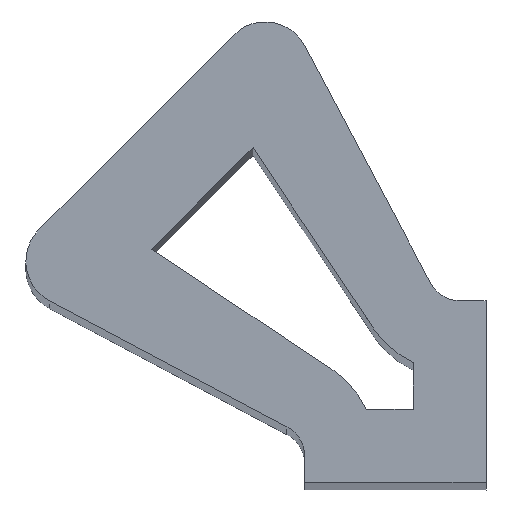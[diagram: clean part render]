
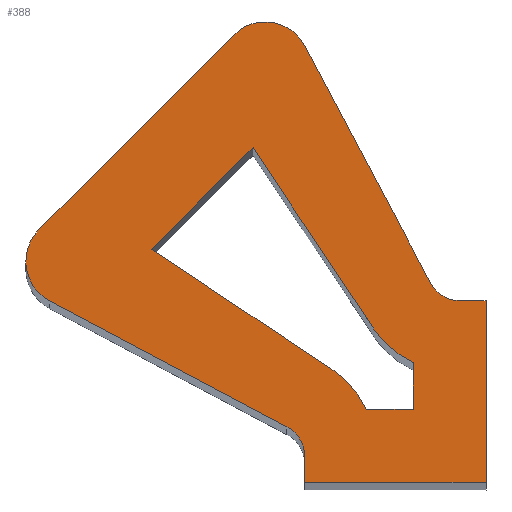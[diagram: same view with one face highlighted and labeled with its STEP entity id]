
A CAD part, top view. The second image highlights one B-rep face of the part: STEP entity #388.
In plain terms, the highlighted planar face has unit normal (0, 0, 1).
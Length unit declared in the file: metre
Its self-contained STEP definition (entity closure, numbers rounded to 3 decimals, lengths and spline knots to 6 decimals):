
#13=CIRCLE('',#407,0.00064);
#15=CIRCLE('',#411,0.00086);
#17=CIRCLE('',#415,0.00086);
#19=CIRCLE('',#419,0.00064);
#21=CIRCLE('',#424,0.00204);
#23=CIRCLE('',#429,0.00204);
#102=ORIENTED_EDGE('',*,*,#171,.T.);
#103=ORIENTED_EDGE('',*,*,#189,.F.);
#104=ORIENTED_EDGE('',*,*,#186,.F.);
#105=ORIENTED_EDGE('',*,*,#183,.F.);
#106=ORIENTED_EDGE('',*,*,#180,.F.);
#107=ORIENTED_EDGE('',*,*,#177,.F.);
#108=ORIENTED_EDGE('',*,*,#174,.F.);
#109=ORIENTED_EDGE('',*,*,#140,.T.);
#110=ORIENTED_EDGE('',*,*,#191,.T.);
#111=ORIENTED_EDGE('',*,*,#167,.T.);
#112=ORIENTED_EDGE('',*,*,#164,.T.);
#113=ORIENTED_EDGE('',*,*,#161,.T.);
#114=ORIENTED_EDGE('',*,*,#158,.F.);
#115=ORIENTED_EDGE('',*,*,#155,.T.);
#116=ORIENTED_EDGE('',*,*,#152,.F.);
#117=ORIENTED_EDGE('',*,*,#149,.T.);
#118=ORIENTED_EDGE('',*,*,#146,.T.);
#119=ORIENTED_EDGE('',*,*,#143,.F.);
#140=EDGE_CURVE('',#195,#194,#230,.T.);
#143=EDGE_CURVE('',#195,#197,#233,.T.);
#146=EDGE_CURVE('',#199,#197,#13,.T.);
#149=EDGE_CURVE('',#201,#199,#237,.T.);
#152=EDGE_CURVE('',#201,#203,#15,.T.);
#155=EDGE_CURVE('',#205,#203,#241,.T.);
#158=EDGE_CURVE('',#205,#207,#17,.T.);
#161=EDGE_CURVE('',#209,#207,#245,.T.);
#164=EDGE_CURVE('',#211,#209,#19,.T.);
#167=EDGE_CURVE('',#213,#211,#249,.T.);
#171=EDGE_CURVE('',#217,#216,#253,.T.);
#174=EDGE_CURVE('',#217,#219,#21,.T.);
#177=EDGE_CURVE('',#219,#221,#257,.T.);
#180=EDGE_CURVE('',#221,#223,#260,.T.);
#183=EDGE_CURVE('',#223,#225,#23,.T.);
#186=EDGE_CURVE('',#225,#227,#264,.T.);
#189=EDGE_CURVE('',#227,#216,#267,.T.);
#191=EDGE_CURVE('',#194,#213,#269,.T.);
#194=VERTEX_POINT('',#549);
#195=VERTEX_POINT('',#551);
#197=VERTEX_POINT('',#557);
#199=VERTEX_POINT('',#563);
#201=VERTEX_POINT('',#569);
#203=VERTEX_POINT('',#575);
#205=VERTEX_POINT('',#581);
#207=VERTEX_POINT('',#587);
#209=VERTEX_POINT('',#593);
#211=VERTEX_POINT('',#599);
#213=VERTEX_POINT('',#605);
#216=VERTEX_POINT('',#612);
#217=VERTEX_POINT('',#614);
#219=VERTEX_POINT('',#620);
#221=VERTEX_POINT('',#626);
#223=VERTEX_POINT('',#632);
#225=VERTEX_POINT('',#638);
#227=VERTEX_POINT('',#644);
#230=LINE('',#550,#272);
#233=LINE('',#556,#275);
#237=LINE('',#568,#279);
#241=LINE('',#580,#283);
#245=LINE('',#592,#287);
#249=LINE('',#604,#291);
#253=LINE('',#613,#295);
#257=LINE('',#625,#299);
#260=LINE('',#631,#302);
#264=LINE('',#643,#306);
#267=LINE('',#648,#309);
#269=LINE('',#651,#311);
#272=VECTOR('',#441,1.);
#275=VECTOR('',#446,1.);
#279=VECTOR('',#458,1.);
#283=VECTOR('',#470,1.);
#287=VECTOR('',#482,1.);
#291=VECTOR('',#494,1.);
#295=VECTOR('',#500,1.);
#299=VECTOR('',#512,1.);
#302=VECTOR('',#517,1.);
#306=VECTOR('',#529,1.);
#309=VECTOR('',#534,1.);
#311=VECTOR('',#538,1.);
#330=EDGE_LOOP('',(#102,#103,#104,#105,#106,#107,#108));
#331=EDGE_LOOP('',(#109,#110,#111,#112,#113,#114,#115,#116,#117,#118,#119));
#352=FACE_BOUND('',#330,.T.);
#353=FACE_BOUND('',#331,.T.);
#368=PLANE('',#433);
#388=ADVANCED_FACE('',(#352,#353),#368,.F.);
#407=AXIS2_PLACEMENT_3D('',#562,#452,#453);
#411=AXIS2_PLACEMENT_3D('',#574,#464,#465);
#415=AXIS2_PLACEMENT_3D('',#586,#476,#477);
#419=AXIS2_PLACEMENT_3D('',#598,#488,#489);
#424=AXIS2_PLACEMENT_3D('',#619,#506,#507);
#429=AXIS2_PLACEMENT_3D('',#637,#523,#524);
#433=AXIS2_PLACEMENT_3D('',#652,#539,#540);
#441=DIRECTION('',(1.,0.,0.));
#446=DIRECTION('',(0.,1.,0.));
#452=DIRECTION('',(0.,0.,-1.));
#453=DIRECTION('',(1.,0.,0.));
#458=DIRECTION('',(0.883,-0.469,0.));
#464=DIRECTION('',(0.,0.,-1.));
#465=DIRECTION('',(1.,0.,0.));
#470=DIRECTION('',(-0.707,-0.707,0.));
#476=DIRECTION('',(0.,0.,-1.));
#477=DIRECTION('',(1.,0.,0.));
#482=DIRECTION('',(-0.469,0.883,0.));
#488=DIRECTION('',(0.,0.,-1.));
#489=DIRECTION('',(1.,0.,0.));
#494=DIRECTION('',(-1.,0.,0.));
#500=DIRECTION('',(-0.831,0.557,0.));
#506=DIRECTION('',(0.,0.,-1.));
#507=DIRECTION('',(1.,0.,0.));
#512=DIRECTION('',(1.,0.,0.));
#517=DIRECTION('',(0.,1.,0.));
#523=DIRECTION('',(0.,0.,-1.));
#524=DIRECTION('',(1.,0.,0.));
#529=DIRECTION('',(-0.557,0.831,0.));
#534=DIRECTION('',(-0.707,-0.707,0.));
#538=DIRECTION('',(0.,1.,0.));
#539=DIRECTION('',(0.,0.,-1.));
#540=DIRECTION('',(1.,0.,0.));
#549=CARTESIAN_POINT('',(0.,0.,0.10085));
#550=CARTESIAN_POINT('',(-0.001745,0.,0.10085));
#551=CARTESIAN_POINT('',(-0.00349,0.,0.10085));
#556=CARTESIAN_POINT('',(-0.00349,0.00025,0.10085));
#557=CARTESIAN_POINT('',(-0.00349,0.0005,0.10085));
#562=CARTESIAN_POINT('',(-0.00413,0.0005,0.10085));
#563=CARTESIAN_POINT('',(-0.00383,0.001065,0.10085));
#568=CARTESIAN_POINT('',(-0.006113,0.002277,0.10085));
#569=CARTESIAN_POINT('',(-0.008397,0.00349,0.10085));
#574=CARTESIAN_POINT('',(-0.007993,0.004249,0.10085));
#575=CARTESIAN_POINT('',(-0.008602,0.004857,0.10085));
#580=CARTESIAN_POINT('',(-0.006729,0.006729,0.10085));
#581=CARTESIAN_POINT('',(-0.004857,0.008602,0.10085));
#586=CARTESIAN_POINT('',(-0.004249,0.007993,0.10085));
#587=CARTESIAN_POINT('',(-0.00349,0.008397,0.10085));
#592=CARTESIAN_POINT('',(-0.002277,0.006113,0.10085));
#593=CARTESIAN_POINT('',(-0.001065,0.00383,0.10085));
#598=CARTESIAN_POINT('',(-0.0005,0.00413,0.10085));
#599=CARTESIAN_POINT('',(-0.0005,0.00349,0.10085));
#604=CARTESIAN_POINT('',(-0.00025,0.00349,0.10085));
#605=CARTESIAN_POINT('',(0.,0.00349,0.10085));
#612=CARTESIAN_POINT('',(-0.00643,0.004483,0.10085));
#613=CARTESIAN_POINT('',(-0.004802,0.003393,0.10085));
#614=CARTESIAN_POINT('',(-0.003173,0.002302,0.10085));
#619=CARTESIAN_POINT('',(-0.00413,0.0005,0.10085));
#620=CARTESIAN_POINT('',(-0.002299,0.0014,0.10085));
#625=CARTESIAN_POINT('',(-0.001849,0.0014,0.10085));
#626=CARTESIAN_POINT('',(-0.0014,0.0014,0.10085));
#631=CARTESIAN_POINT('',(-0.0014,0.001849,0.10085));
#632=CARTESIAN_POINT('',(-0.0014,0.002299,0.10085));
#637=CARTESIAN_POINT('',(-0.0005,0.00413,0.10085));
#638=CARTESIAN_POINT('',(-0.002302,0.003173,0.10085));
#643=CARTESIAN_POINT('',(-0.003393,0.004802,0.10085));
#644=CARTESIAN_POINT('',(-0.004483,0.00643,0.10085));
#648=CARTESIAN_POINT('',(-0.005457,0.005457,0.10085));
#651=CARTESIAN_POINT('',(0.,0.001745,0.10085));
#652=CARTESIAN_POINT('',(-0.004497,0.004497,0.10085));
